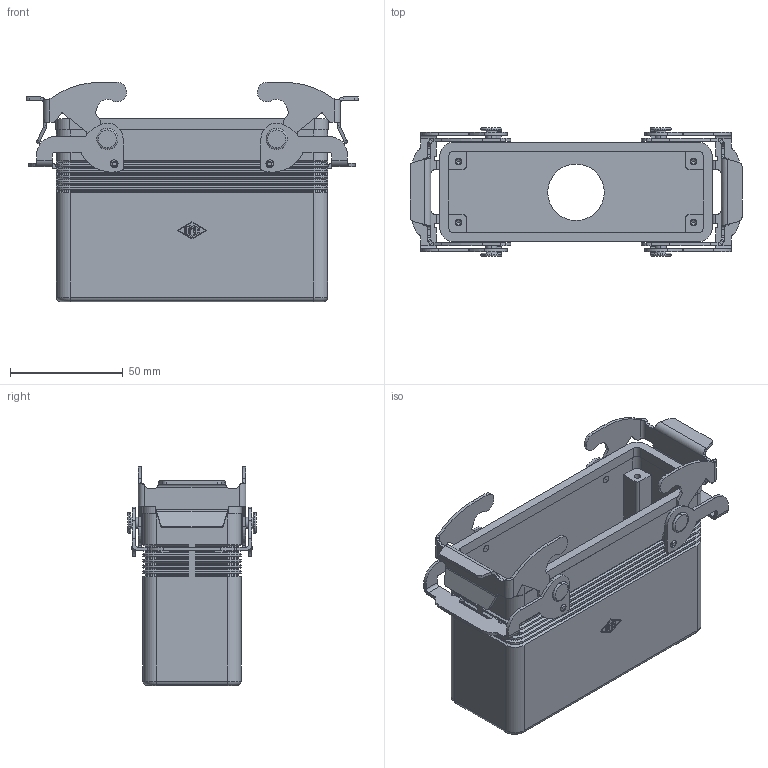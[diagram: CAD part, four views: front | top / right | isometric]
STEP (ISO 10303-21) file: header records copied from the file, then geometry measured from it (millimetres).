
FILE_DESCRIPTION((''),'2;1');
FILE_NAME('MVFV 24 G25.stp','2006-12-19T10:39:12',('gembarski'),(''),'Autodesk Inventor 7','Autodesk Inventor 7','');
FILE_SCHEMA(('AUTOMOTIVE_DESIGN { 1 0 10303 214 1 1 1 1 }'));
Length unit declared in the file: millimetre
Products named in the file (1): MVFV 24 G25
Bounding box: 146.97 x 57 x 97 mm (x, y, z)
Volume: 114409.7 mm3; surface area: 78323.2 mm2
Topology: 3 solids, 3 shells, 826 faces, 2141 edges, 1342 vertices
Faces by surface type: bspline 342, plane 244, cylinder 200, cone 28, torus 12
Entity records: 30578 total; most frequent: CARTESIAN_POINT 11236, ORIENTED_EDGE 4250, DIRECTION 3679, EDGE_CURVE 2125, VECTOR 1389, LINE 1389, VERTEX_POINT 1342, AXIS2_PLACEMENT_3D 1145
